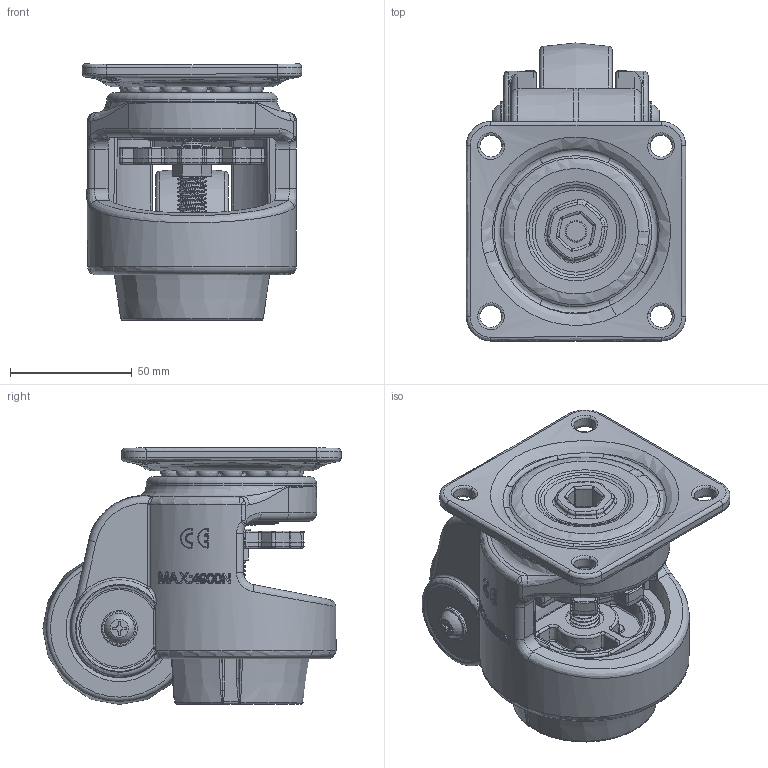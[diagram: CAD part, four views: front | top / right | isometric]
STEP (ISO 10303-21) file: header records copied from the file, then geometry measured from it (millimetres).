
FILE_DESCRIPTION(/* description */ (''),/* implementation_level */ '2;1');
FILE_NAME(/* name */ 'DR_WIFT-80F.stp',/* time_stamp */ '2023-02-21T15:31:07+09:00',/* author */ ('user'),/* organization */ (''),/* preprocessor_version */ 'ST-DEVELOPER v15.6',/* originating_system */ 'Autodesk Inventor 2015',/* authorisation */ '');
FILE_SCHEMA (('AUTOMOTIVE_DESIGN { 1 0 10303 214 3 1 1 }'));
Length unit declared in the file: millimetre
Products named in the file (1): DR_WIFT-80F
Bounding box: 90.2 x 122.61 x 105.59 mm (x, y, z)
Volume: 424108.7 mm3; surface area: 135315.3 mm2
Topology: 37 solids, 37 shells, 3275 faces, 7812 edges, 4520 vertices
Faces by surface type: bspline 1311, cylinder 791, plane 436, torus 392, sphere 193, cone 152
Full cylindrical faces by diameter (mm): 8 x1, 8.9 x1, 9 x4, 10.5 x1, 12 x1, 12.6 x1, 14.7 x2, 16 x1, 18.8 x1, 19.948 x1, 24.348 x1, 28.026 x1, 42.525 x1, 42.93 x1, 70 x1
Entity records: 160842 total; most frequent: CARTESIAN_POINT 91124, ORIENTED_EDGE 15110, DIRECTION 13510, EDGE_CURVE 7555, AXIS2_PLACEMENT_3D 5957, VERTEX_POINT 4498, EDGE_LOOP 3447, CIRCLE 3283
